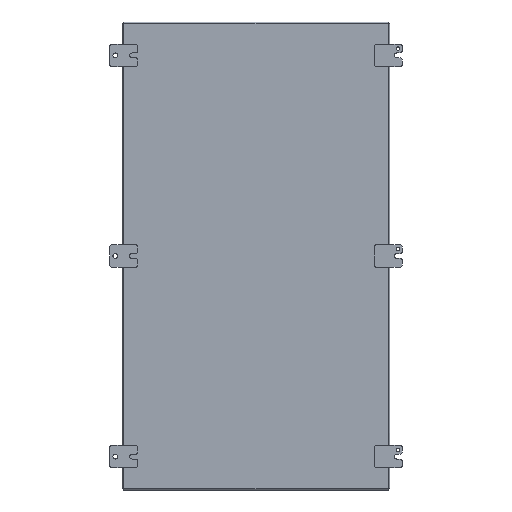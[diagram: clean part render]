
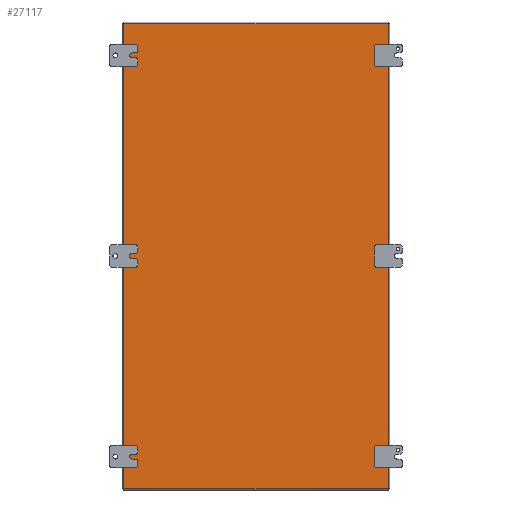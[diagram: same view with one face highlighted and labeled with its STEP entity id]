
A CAD part, left-side view. The second image highlights one B-rep face of the part: STEP entity #27117.
In plain terms, the highlighted face is planar.
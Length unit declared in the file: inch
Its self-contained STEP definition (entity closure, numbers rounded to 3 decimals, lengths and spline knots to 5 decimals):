
#2494 = AXIS2_PLACEMENT_3D ( 'NONE', #54883, #23834, #121100 ) ;
#3551 = DIRECTION ( 'NONE',  ( 0., 0., 1. ) ) ;
#5233 = ORIENTED_EDGE ( 'NONE', *, *, #86751, .F. ) ;
#12481 = PLANE ( 'NONE',  #2494 ) ;
#13117 = EDGE_LOOP ( 'NONE', ( #22007, #22871, #88912, #5233 ) ) ;
#13374 = VERTEX_POINT ( 'NONE', #16237 ) ;
#16237 = CARTESIAN_POINT ( 'NONE',  ( 20.857, 0.095, -11.857 ) ) ;
#22007 = ORIENTED_EDGE ( 'NONE', *, *, #47326, .F. ) ;
#22871 = ORIENTED_EDGE ( 'NONE', *, *, #136533, .F. ) ;
#23113 = LINE ( 'NONE', #46837, #50555 ) ;
#23834 = DIRECTION ( 'NONE',  ( 0., -1., 0. ) ) ;
#27117 = ADVANCED_FACE ( 'NONE', ( #139319 ), #12481, .F. ) ;
#27319 = LINE ( 'NONE', #132917, #83681 ) ;
#30138 = CARTESIAN_POINT ( 'NONE',  ( -20.857, 0.095, -11.857 ) ) ;
#36231 = VERTEX_POINT ( 'NONE', #30138 ) ;
#42132 = CARTESIAN_POINT ( 'NONE',  ( -20.857, 0.095, 11.857 ) ) ;
#45905 = CARTESIAN_POINT ( 'NONE',  ( -20.857, 0.095, 11.857 ) ) ;
#46837 = CARTESIAN_POINT ( 'NONE',  ( 20.857, 0.095, -11.857 ) ) ;
#47326 = EDGE_CURVE ( 'NONE', #13374, #79941, #23113, .T. ) ;
#50555 = VECTOR ( 'NONE', #3551, 39.37008 ) ;
#54883 = CARTESIAN_POINT ( 'NONE',  ( -20.905, 0.095, -11.905 ) ) ;
#56185 = DIRECTION ( 'NONE',  ( -1., 0., 0. ) ) ;
#79941 = VERTEX_POINT ( 'NONE', #139724 ) ;
#83681 = VECTOR ( 'NONE', #56185, 39.37008 ) ;
#86751 = EDGE_CURVE ( 'NONE', #79941, #141215, #27319, .T. ) ;
#87918 = VECTOR ( 'NONE', #99335, 39.37008 ) ;
#88574 = VECTOR ( 'NONE', #107846, 39.37008 ) ;
#88912 = ORIENTED_EDGE ( 'NONE', *, *, #138605, .F. ) ;
#99335 = DIRECTION ( 'NONE',  ( 1., 0., 0. ) ) ;
#107846 = DIRECTION ( 'NONE',  ( 0., 0., -1. ) ) ;
#108444 = CARTESIAN_POINT ( 'NONE',  ( -20.857, 0.095, -11.857 ) ) ;
#110711 = LINE ( 'NONE', #42132, #88574 ) ;
#121100 = DIRECTION ( 'NONE',  ( 0., 0., -1. ) ) ;
#128848 = LINE ( 'NONE', #108444, #87918 ) ;
#132917 = CARTESIAN_POINT ( 'NONE',  ( 20.857, 0.095, 11.857 ) ) ;
#136533 = EDGE_CURVE ( 'NONE', #36231, #13374, #128848, .T. ) ;
#138605 = EDGE_CURVE ( 'NONE', #141215, #36231, #110711, .T. ) ;
#139319 = FACE_OUTER_BOUND ( 'NONE', #13117, .T. ) ;
#139724 = CARTESIAN_POINT ( 'NONE',  ( 20.857, 0.095, 11.857 ) ) ;
#141215 = VERTEX_POINT ( 'NONE', #45905 ) ;
